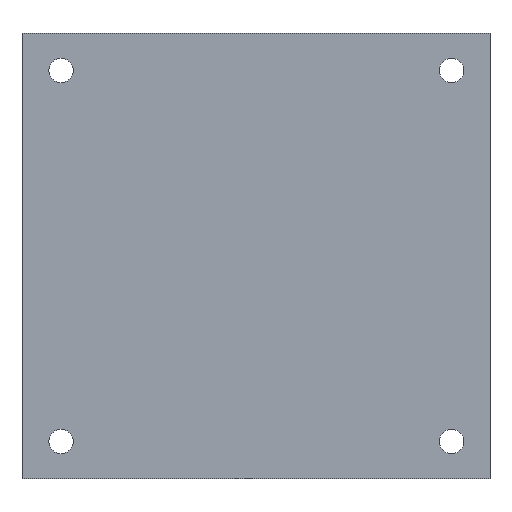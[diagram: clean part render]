
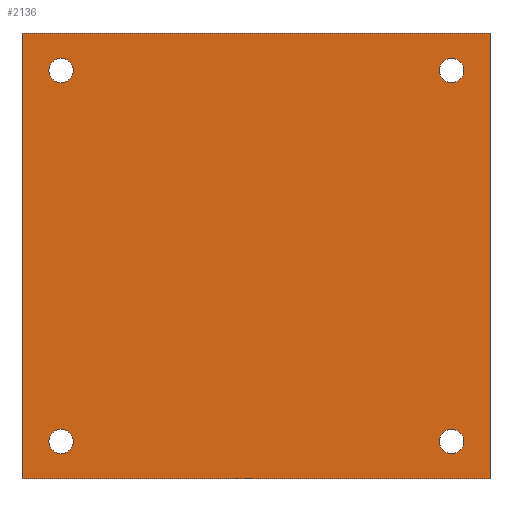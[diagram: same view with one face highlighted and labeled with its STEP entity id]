
A CAD part, front view. The second image highlights one B-rep face of the part: STEP entity #2136.
In plain terms, the highlighted planar face has unit normal (0, -1, 0).
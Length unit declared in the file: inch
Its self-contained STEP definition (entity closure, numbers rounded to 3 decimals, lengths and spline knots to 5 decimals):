
#4 = ORIENTED_EDGE ( 'NONE', *, *, #1617, .T. ) ;
#10 = DIRECTION ( 'NONE',  ( 0., 0., -1. ) ) ;
#92 = AXIS2_PLACEMENT_3D ( 'NONE', #272, #2502, #594 ) ;
#162 = DIRECTION ( 'NONE',  ( 0., 0., 1. ) ) ;
#204 = ORIENTED_EDGE ( 'NONE', *, *, #1031, .T. ) ;
#272 = CARTESIAN_POINT ( 'NONE',  ( -1.04778, -2.36984, 2.09 ) ) ;
#317 = DIRECTION ( 'NONE',  ( 0., 0., 1. ) ) ;
#321 = ORIENTED_EDGE ( 'NONE', *, *, #3500, .T. ) ;
#334 = CARTESIAN_POINT ( 'NONE',  ( -1.24778, -2.36984, 2.28 ) ) ;
#348 = DIRECTION ( 'NONE',  ( 0., 1., 0. ) ) ;
#362 = DIRECTION ( 'NONE',  ( 1., 0., 0. ) ) ;
#442 = LINE ( 'NONE', #2119, #2869 ) ;
#444 = EDGE_LOOP ( 'NONE', ( #2990, #3490 ) ) ;
#526 = FACE_BOUND ( 'NONE', #3681, .T. ) ;
#529 = CIRCLE ( 'NONE', #738, 0.0625 ) ;
#594 = DIRECTION ( 'NONE',  ( 0., 0., 1. ) ) ;
#609 = VERTEX_POINT ( 'NONE', #2042 ) ;
#738 = AXIS2_PLACEMENT_3D ( 'NONE', #3956, #2066, #162 ) ;
#785 = CIRCLE ( 'NONE', #3904, 0.0625 ) ;
#806 = EDGE_LOOP ( 'NONE', ( #321, #1215, #2103, #2636 ) ) ;
#877 = CIRCLE ( 'NONE', #2531, 0.0625 ) ;
#938 = CARTESIAN_POINT ( 'NONE',  ( 1.14906, -2.36984, 0. ) ) ;
#1023 = LINE ( 'NONE', #2884, #2522 ) ;
#1031 = EDGE_CURVE ( 'NONE', #609, #2000, #3552, .T. ) ;
#1039 = CIRCLE ( 'NONE', #92, 0.0625 ) ;
#1099 = VERTEX_POINT ( 'NONE', #2109 ) ;
#1116 = CARTESIAN_POINT ( 'NONE',  ( -1.04778, -2.36984, 2.09 ) ) ;
#1171 = AXIS2_PLACEMENT_3D ( 'NONE', #3195, #1309, #3510 ) ;
#1205 = VERTEX_POINT ( 'NONE', #3443 ) ;
#1208 = VERTEX_POINT ( 'NONE', #3756 ) ;
#1215 = ORIENTED_EDGE ( 'NONE', *, *, #2770, .F. ) ;
#1309 = DIRECTION ( 'NONE',  ( 0., 1., 0. ) ) ;
#1356 = EDGE_LOOP ( 'NONE', ( #2554, #4 ) ) ;
#1364 = EDGE_CURVE ( 'NONE', #1099, #2447, #1531, .T. ) ;
#1372 = FACE_BOUND ( 'NONE', #444, .T. ) ;
#1382 = EDGE_CURVE ( 'NONE', #1853, #2401, #785, .T. ) ;
#1445 = DIRECTION ( 'NONE',  ( 0., 0., 1. ) ) ;
#1531 = LINE ( 'NONE', #334, #3115 ) ;
#1576 = CIRCLE ( 'NONE', #3711, 0.0625 ) ;
#1584 = PLANE ( 'NONE',  #1934 ) ;
#1599 = EDGE_CURVE ( 'NONE', #1208, #3170, #529, .T. ) ;
#1617 = EDGE_CURVE ( 'NONE', #3170, #1208, #2120, .T. ) ;
#1653 = DIRECTION ( 'NONE',  ( 0., 1., 0. ) ) ;
#1668 = FACE_BOUND ( 'NONE', #3050, .T. ) ;
#1764 = CARTESIAN_POINT ( 'NONE',  ( 0.95222, -2.36984, 0.19 ) ) ;
#1778 = DIRECTION ( 'NONE',  ( 0., 1., 0. ) ) ;
#1853 = VERTEX_POINT ( 'NONE', #2600 ) ;
#1899 = CARTESIAN_POINT ( 'NONE',  ( 0., -2.36984, 2.28 ) ) ;
#1921 = LINE ( 'NONE', #2189, #3502 ) ;
#1934 = AXIS2_PLACEMENT_3D ( 'NONE', #1899, #2219, #317 ) ;
#2000 = VERTEX_POINT ( 'NONE', #2639 ) ;
#2042 = CARTESIAN_POINT ( 'NONE',  ( -1.04778, -2.36984, 2.1525 ) ) ;
#2066 = DIRECTION ( 'NONE',  ( 0., 1., 0. ) ) ;
#2083 = DIRECTION ( 'NONE',  ( 0., 0., 1. ) ) ;
#2103 = ORIENTED_EDGE ( 'NONE', *, *, #2291, .F. ) ;
#2109 = CARTESIAN_POINT ( 'NONE',  ( -1.24778, -2.36984, 2.28 ) ) ;
#2119 = CARTESIAN_POINT ( 'NONE',  ( 0., -2.36984, 0. ) ) ;
#2120 = CIRCLE ( 'NONE', #2778, 0.0625 ) ;
#2136 = ADVANCED_FACE ( 'NONE', ( #1668, #3062, #1372, #526, #3790 ), #1584, .F. ) ;
#2189 = CARTESIAN_POINT ( 'NONE',  ( 1.14906, -2.36984, 2.28 ) ) ;
#2219 = DIRECTION ( 'NONE',  ( 0., 1., 0. ) ) ;
#2250 = CARTESIAN_POINT ( 'NONE',  ( 0.95222, -2.36984, 2.09 ) ) ;
#2262 = EDGE_CURVE ( 'NONE', #2401, #1853, #2620, .T. ) ;
#2291 = EDGE_CURVE ( 'NONE', #1099, #3649, #1023, .T. ) ;
#2331 = EDGE_CURVE ( 'NONE', #3397, #1205, #1576, .T. ) ;
#2401 = VERTEX_POINT ( 'NONE', #2956 ) ;
#2440 = DIRECTION ( 'NONE',  ( 1., 0., 0. ) ) ;
#2447 = VERTEX_POINT ( 'NONE', #2662 ) ;
#2501 = AXIS2_PLACEMENT_3D ( 'NONE', #1116, #3336, #1445 ) ;
#2502 = DIRECTION ( 'NONE',  ( 0., 1., 0. ) ) ;
#2522 = VECTOR ( 'NONE', #362, 39.37008 ) ;
#2531 = AXIS2_PLACEMENT_3D ( 'NONE', #3664, #1778, #3981 ) ;
#2554 = ORIENTED_EDGE ( 'NONE', *, *, #1599, .T. ) ;
#2560 = EDGE_CURVE ( 'NONE', #1205, #3397, #877, .T. ) ;
#2576 = DIRECTION ( 'NONE',  ( 0., 0., 1. ) ) ;
#2593 = CARTESIAN_POINT ( 'NONE',  ( 0.95222, -2.36984, 0.1275 ) ) ;
#2600 = CARTESIAN_POINT ( 'NONE',  ( 0.95222, -2.36984, 2.1525 ) ) ;
#2620 = CIRCLE ( 'NONE', #1171, 0.0625 ) ;
#2636 = ORIENTED_EDGE ( 'NONE', *, *, #1364, .T. ) ;
#2639 = CARTESIAN_POINT ( 'NONE',  ( -1.04778, -2.36984, 2.0275 ) ) ;
#2662 = CARTESIAN_POINT ( 'NONE',  ( -1.24778, -2.36984, 0. ) ) ;
#2703 = EDGE_CURVE ( 'NONE', #2000, #609, #1039, .T. ) ;
#2770 = EDGE_CURVE ( 'NONE', #3649, #3032, #1921, .T. ) ;
#2778 = AXIS2_PLACEMENT_3D ( 'NONE', #1764, #3970, #2083 ) ;
#2869 = VECTOR ( 'NONE', #2440, 39.37008 ) ;
#2884 = CARTESIAN_POINT ( 'NONE',  ( 0., -2.36984, 2.28 ) ) ;
#2956 = CARTESIAN_POINT ( 'NONE',  ( 0.95222, -2.36984, 2.0275 ) ) ;
#2990 = ORIENTED_EDGE ( 'NONE', *, *, #1382, .T. ) ;
#3032 = VERTEX_POINT ( 'NONE', #938 ) ;
#3038 = CARTESIAN_POINT ( 'NONE',  ( -1.04778, -2.36984, 0.2525 ) ) ;
#3050 = EDGE_LOOP ( 'NONE', ( #204, #3626 ) ) ;
#3062 = FACE_BOUND ( 'NONE', #1356, .T. ) ;
#3115 = VECTOR ( 'NONE', #10, 39.37008 ) ;
#3170 = VERTEX_POINT ( 'NONE', #2593 ) ;
#3195 = CARTESIAN_POINT ( 'NONE',  ( 0.95222, -2.36984, 2.09 ) ) ;
#3336 = DIRECTION ( 'NONE',  ( 0., 1., 0. ) ) ;
#3397 = VERTEX_POINT ( 'NONE', #3038 ) ;
#3443 = CARTESIAN_POINT ( 'NONE',  ( -1.04778, -2.36984, 0.1275 ) ) ;
#3472 = DIRECTION ( 'NONE',  ( 0., 0., -1. ) ) ;
#3490 = ORIENTED_EDGE ( 'NONE', *, *, #2262, .T. ) ;
#3500 = EDGE_CURVE ( 'NONE', #2447, #3032, #442, .T. ) ;
#3502 = VECTOR ( 'NONE', #3472, 39.37008 ) ;
#3510 = DIRECTION ( 'NONE',  ( 0., 0., 1. ) ) ;
#3539 = CARTESIAN_POINT ( 'NONE',  ( -1.04778, -2.36984, 0.19 ) ) ;
#3552 = CIRCLE ( 'NONE', #2501, 0.0625 ) ;
#3626 = ORIENTED_EDGE ( 'NONE', *, *, #2703, .T. ) ;
#3649 = VERTEX_POINT ( 'NONE', #3953 ) ;
#3664 = CARTESIAN_POINT ( 'NONE',  ( -1.04778, -2.36984, 0.19 ) ) ;
#3681 = EDGE_LOOP ( 'NONE', ( #3928, #3967 ) ) ;
#3711 = AXIS2_PLACEMENT_3D ( 'NONE', #3539, #1653, #3855 ) ;
#3756 = CARTESIAN_POINT ( 'NONE',  ( 0.95222, -2.36984, 0.2525 ) ) ;
#3790 = FACE_OUTER_BOUND ( 'NONE', #806, .T. ) ;
#3855 = DIRECTION ( 'NONE',  ( 0., 0., 1. ) ) ;
#3904 = AXIS2_PLACEMENT_3D ( 'NONE', #2250, #348, #2576 ) ;
#3928 = ORIENTED_EDGE ( 'NONE', *, *, #2331, .T. ) ;
#3953 = CARTESIAN_POINT ( 'NONE',  ( 1.14906, -2.36984, 2.28 ) ) ;
#3956 = CARTESIAN_POINT ( 'NONE',  ( 0.95222, -2.36984, 0.19 ) ) ;
#3967 = ORIENTED_EDGE ( 'NONE', *, *, #2560, .T. ) ;
#3970 = DIRECTION ( 'NONE',  ( 0., 1., 0. ) ) ;
#3981 = DIRECTION ( 'NONE',  ( 0., 0., 1. ) ) ;
